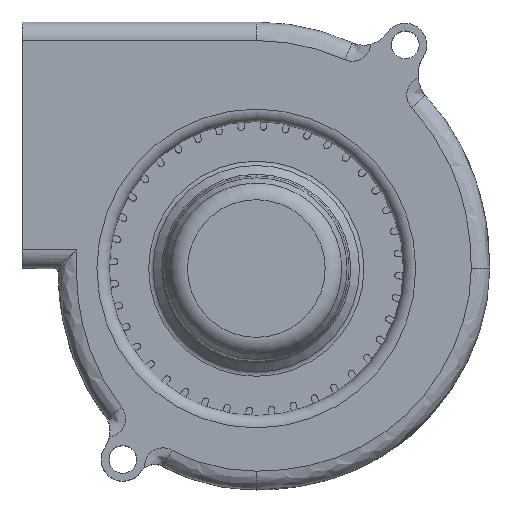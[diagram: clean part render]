
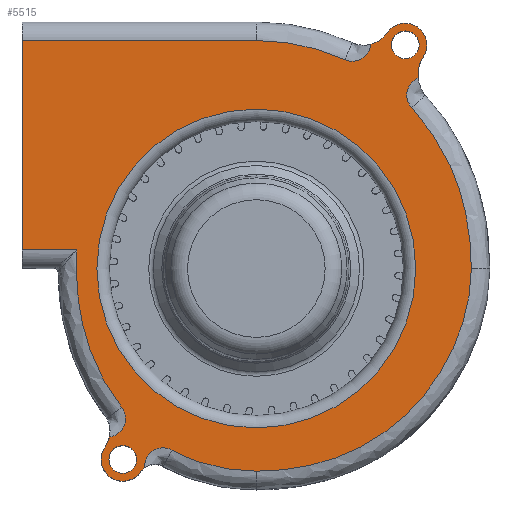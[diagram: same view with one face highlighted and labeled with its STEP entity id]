
A CAD part, top view. The second image highlights one B-rep face of the part: STEP entity #5515.
In plain terms, the highlighted planar face has unit normal (0, 0, 1).
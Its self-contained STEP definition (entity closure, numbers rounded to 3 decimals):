
#19=FACE_BOUND('',#1208,.T.);
#20=FACE_BOUND('',#1209,.T.);
#21=FACE_BOUND('',#1210,.T.);
#69=PLANE('',#5813);
#313=LINE('',#8811,#605);
#314=LINE('',#8869,#606);
#315=LINE('',#8870,#607);
#605=VECTOR('',#6633,10.);
#606=VECTOR('',#6654,10.);
#607=VECTOR('',#6655,10.);
#925=FACE_OUTER_BOUND('',#1207,.T.);
#1207=EDGE_LOOP('',(#3695,#3696,#3697,#3698,#3699,#3700,#3701,#3702,#3703,
#3704,#3705,#3706,#3707,#3708,#3709,#3710,#3711,#3712));
#1208=EDGE_LOOP('',(#3713));
#1209=EDGE_LOOP('',(#3714));
#1210=EDGE_LOOP('',(#3715));
#1543=B_SPLINE_CURVE_WITH_KNOTS('',3,(#8813,#8814,#8815,#8816,#8817,#8818,
#8819),.UNSPECIFIED.,.F.,.F.,(4,1,2,4),(-2.402,-1.03,
0.,0.3),.UNSPECIFIED.);
#1544=B_SPLINE_CURVE_WITH_KNOTS('',3,(#8831,#8832,#8833,#8834,#8835),
 .UNSPECIFIED.,.F.,.F.,(4,1,4),(-1.42,-0.608,0.),
 .UNSPECIFIED.);
#1545=B_SPLINE_CURVE_WITH_KNOTS('',3,(#8837,#8838,#8839,#8840,#8841,#8842,
#8843,#8844,#8845),.UNSPECIFIED.,.F.,.F.,(4,1,1,1,1,1,4),(-5.314,
-4.555,-3.796,-2.277,-1.518,
-0.759,0.),.UNSPECIFIED.);
#1546=B_SPLINE_CURVE_WITH_KNOTS('',3,(#8847,#8848,#8849,#8850,#8851,#8852),
 .UNSPECIFIED.,.F.,.F.,(4,1,1,4),(-2.84,-1.623,-0.811,
0.),.UNSPECIFIED.);
#1547=B_SPLINE_CURVE_WITH_KNOTS('',3,(#8864,#8865,#8866,#8867),
 .UNSPECIFIED.,.F.,.F.,(4,4),(-1.474,0.),
 .UNSPECIFIED.);
#1590=CIRCLE('',#5810,25.8);
#1593=CIRCLE('',#5814,3.);
#1594=CIRCLE('',#5815,4.459);
#1595=CIRCLE('',#5816,3.516);
#1596=CIRCLE('',#5817,2.838);
#1597=CIRCLE('',#5818,3.);
#1598=CIRCLE('',#5819,3.);
#1599=CIRCLE('',#5820,5.253);
#1600=CIRCLE('',#5821,3.516);
#1601=CIRCLE('',#5822,4.557);
#1602=CIRCLE('',#5823,3.);
#1603=CIRCLE('',#5824,2.25);
#1604=CIRCLE('',#5825,2.25);
#2154=VERTEX_POINT('',#8691);
#2162=VERTEX_POINT('',#8804);
#2164=VERTEX_POINT('',#8810);
#2165=VERTEX_POINT('',#8812);
#2166=VERTEX_POINT('',#8820);
#2167=VERTEX_POINT('',#8822);
#2168=VERTEX_POINT('',#8824);
#2169=VERTEX_POINT('',#8826);
#2170=VERTEX_POINT('',#8828);
#2171=VERTEX_POINT('',#8830);
#2172=VERTEX_POINT('',#8836);
#2173=VERTEX_POINT('',#8846);
#2174=VERTEX_POINT('',#8853);
#2175=VERTEX_POINT('',#8855);
#2176=VERTEX_POINT('',#8857);
#2177=VERTEX_POINT('',#8859);
#2178=VERTEX_POINT('',#8861);
#2179=VERTEX_POINT('',#8863);
#2180=VERTEX_POINT('',#8868);
#2181=VERTEX_POINT('',#8871);
#2182=VERTEX_POINT('',#8873);
#2768=EDGE_CURVE('',#2162,#2162,#1590,.T.);
#2771=EDGE_CURVE('',#2154,#2164,#313,.T.);
#2772=EDGE_CURVE('',#2165,#2154,#1543,.T.);
#2773=EDGE_CURVE('',#2166,#2165,#1593,.T.);
#2774=EDGE_CURVE('',#2166,#2167,#1594,.T.);
#2775=EDGE_CURVE('',#2167,#2168,#1595,.T.);
#2776=EDGE_CURVE('',#2168,#2169,#1596,.T.);
#2777=EDGE_CURVE('',#2170,#2169,#1597,.T.);
#2778=EDGE_CURVE('',#2171,#2170,#1544,.T.);
#2779=EDGE_CURVE('',#2172,#2171,#1545,.T.);
#2780=EDGE_CURVE('',#2173,#2172,#1546,.T.);
#2781=EDGE_CURVE('',#2174,#2173,#1598,.T.);
#2782=EDGE_CURVE('',#2174,#2175,#1599,.T.);
#2783=EDGE_CURVE('',#2175,#2176,#1600,.T.);
#2784=EDGE_CURVE('',#2176,#2177,#1601,.T.);
#2785=EDGE_CURVE('',#2178,#2177,#1602,.T.);
#2786=EDGE_CURVE('',#2179,#2178,#1547,.T.);
#2787=EDGE_CURVE('',#2180,#2179,#314,.T.);
#2788=EDGE_CURVE('',#2180,#2164,#315,.T.);
#2789=EDGE_CURVE('',#2181,#2181,#1603,.T.);
#2790=EDGE_CURVE('',#2182,#2182,#1604,.T.);
#3695=ORIENTED_EDGE('',*,*,#2771,.F.);
#3696=ORIENTED_EDGE('',*,*,#2772,.F.);
#3697=ORIENTED_EDGE('',*,*,#2773,.F.);
#3698=ORIENTED_EDGE('',*,*,#2774,.T.);
#3699=ORIENTED_EDGE('',*,*,#2775,.T.);
#3700=ORIENTED_EDGE('',*,*,#2776,.T.);
#3701=ORIENTED_EDGE('',*,*,#2777,.F.);
#3702=ORIENTED_EDGE('',*,*,#2778,.F.);
#3703=ORIENTED_EDGE('',*,*,#2779,.F.);
#3704=ORIENTED_EDGE('',*,*,#2780,.F.);
#3705=ORIENTED_EDGE('',*,*,#2781,.F.);
#3706=ORIENTED_EDGE('',*,*,#2782,.T.);
#3707=ORIENTED_EDGE('',*,*,#2783,.T.);
#3708=ORIENTED_EDGE('',*,*,#2784,.T.);
#3709=ORIENTED_EDGE('',*,*,#2785,.F.);
#3710=ORIENTED_EDGE('',*,*,#2786,.F.);
#3711=ORIENTED_EDGE('',*,*,#2787,.F.);
#3712=ORIENTED_EDGE('',*,*,#2788,.T.);
#3713=ORIENTED_EDGE('',*,*,#2789,.T.);
#3714=ORIENTED_EDGE('',*,*,#2790,.T.);
#3715=ORIENTED_EDGE('',*,*,#2768,.F.);
#5515=ADVANCED_FACE('',(#925,#19,#20,#21),#69,.T.);
#5810=AXIS2_PLACEMENT_3D('',#8805,#6625,#6626);
#5813=AXIS2_PLACEMENT_3D('',#8809,#6631,#6632);
#5814=AXIS2_PLACEMENT_3D('',#8821,#6634,#6635);
#5815=AXIS2_PLACEMENT_3D('',#8823,#6636,#6637);
#5816=AXIS2_PLACEMENT_3D('',#8825,#6638,#6639);
#5817=AXIS2_PLACEMENT_3D('',#8827,#6640,#6641);
#5818=AXIS2_PLACEMENT_3D('',#8829,#6642,#6643);
#5819=AXIS2_PLACEMENT_3D('',#8854,#6644,#6645);
#5820=AXIS2_PLACEMENT_3D('',#8856,#6646,#6647);
#5821=AXIS2_PLACEMENT_3D('',#8858,#6648,#6649);
#5822=AXIS2_PLACEMENT_3D('',#8860,#6650,#6651);
#5823=AXIS2_PLACEMENT_3D('',#8862,#6652,#6653);
#5824=AXIS2_PLACEMENT_3D('',#8872,#6656,#6657);
#5825=AXIS2_PLACEMENT_3D('',#8874,#6658,#6659);
#6625=DIRECTION('center_axis',(0.,0.,1.));
#6626=DIRECTION('ref_axis',(-1.,0.,0.));
#6631=DIRECTION('center_axis',(0.,0.,1.));
#6632=DIRECTION('ref_axis',(1.,0.,0.));
#6633=DIRECTION('',(-1.,0.,0.));
#6634=DIRECTION('center_axis',(0.,0.,1.));
#6635=DIRECTION('ref_axis',(-0.782,-0.623,0.));
#6636=DIRECTION('center_axis',(0.,0.,-1.));
#6637=DIRECTION('ref_axis',(0.819,-0.574,0.));
#6638=DIRECTION('center_axis',(0.,0.,1.));
#6639=DIRECTION('ref_axis',(-0.819,0.574,0.));
#6640=DIRECTION('center_axis',(0.,0.,-1.));
#6641=DIRECTION('ref_axis',(0.501,0.865,0.));
#6642=DIRECTION('center_axis',(0.,0.,1.));
#6643=DIRECTION('ref_axis',(-0.484,-0.875,0.));
#6644=DIRECTION('center_axis',(0.,0.,1.));
#6645=DIRECTION('ref_axis',(0.732,0.681,0.));
#6646=DIRECTION('center_axis',(0.,0.,-1.));
#6647=DIRECTION('ref_axis',(-0.837,0.547,0.));
#6648=DIRECTION('center_axis',(0.,0.,1.));
#6649=DIRECTION('ref_axis',(0.837,-0.547,0.));
#6650=DIRECTION('center_axis',(0.,0.,-1.));
#6651=DIRECTION('ref_axis',(-0.418,-0.908,0.));
#6652=DIRECTION('center_axis',(0.,0.,1.));
#6653=DIRECTION('ref_axis',(0.414,0.91,0.));
#6654=DIRECTION('',(1.,0.,0.));
#6655=DIRECTION('',(0.,-1.,0.));
#6656=DIRECTION('center_axis',(0.,0.,-1.));
#6657=DIRECTION('ref_axis',(1.,0.,0.));
#6658=DIRECTION('center_axis',(0.,0.,-1.));
#6659=DIRECTION('ref_axis',(1.,0.,0.));
#8691=CARTESIAN_POINT('',(-29.1,3.,30.));
#8804=CARTESIAN_POINT('',(25.8,0.,30.));
#8805=CARTESIAN_POINT('Origin',(0.,0.,30.));
#8809=CARTESIAN_POINT('Origin',(-20.098,-29.356,30.));
#8810=CARTESIAN_POINT('',(-37.9,3.,30.));
#8811=CARTESIAN_POINT('',(-28.999,3.,30.));
#8812=CARTESIAN_POINT('',(-21.819,-22.423,30.));
#8813=CARTESIAN_POINT('Ctrl Pts',(-21.819,-22.423,30.));
#8814=CARTESIAN_POINT('Ctrl Pts',(-24.67,-18.844,30.));
#8815=CARTESIAN_POINT('Ctrl Pts',(-28.159,-11.443,30.));
#8816=CARTESIAN_POINT('Ctrl Pts',(-29.1,-3.432,30.));
#8817=CARTESIAN_POINT('Ctrl Pts',(-29.1,1.,30.));
#8818=CARTESIAN_POINT('Ctrl Pts',(-29.1,2.,30.));
#8819=CARTESIAN_POINT('Ctrl Pts',(-29.1,3.,30.));
#8820=CARTESIAN_POINT('',(-23.774,-27.266,30.));
#8821=CARTESIAN_POINT('Origin',(-24.165,-24.292,30.));
#8822=CARTESIAN_POINT('',(-24.482,-28.886,30.));
#8823=CARTESIAN_POINT('Origin',(-28.134,-26.326,30.));
#8824=CARTESIAN_POINT('',(-18.718,-32.914,30.));
#8825=CARTESIAN_POINT('Origin',(-21.603,-30.904,30.));
#8826=CARTESIAN_POINT('',(-18.068,-32.249,30.));
#8827=CARTESIAN_POINT('Origin',(-16.39,-34.538,30.));
#8828=CARTESIAN_POINT('',(-13.625,-29.396,30.));
#8829=CARTESIAN_POINT('Origin',(-15.077,-32.021,30.));
#8830=CARTESIAN_POINT('',(0.,-32.8,30.));
#8831=CARTESIAN_POINT('Ctrl Pts',(0.,-32.8,30.));
#8832=CARTESIAN_POINT('Ctrl Pts',(-2.704,-32.8,30.));
#8833=CARTESIAN_POINT('Ctrl Pts',(-7.443,-32.188,30.));
#8834=CARTESIAN_POINT('Ctrl Pts',(-11.85,-30.378,30.));
#8835=CARTESIAN_POINT('Ctrl Pts',(-13.625,-29.396,30.));
#8836=CARTESIAN_POINT('',(34.8,0.,30.));
#8837=CARTESIAN_POINT('Ctrl Pts',(34.8,0.,30.));
#8838=CARTESIAN_POINT('Ctrl Pts',(34.8,-2.531,30.));
#8839=CARTESIAN_POINT('Ctrl Pts',(34.06,-7.579,30.));
#8840=CARTESIAN_POINT('Ctrl Pts',(30.374,-17.063,30.));
#8841=CARTESIAN_POINT('Ctrl Pts',(23.735,-25.041,30.));
#8842=CARTESIAN_POINT('Ctrl Pts',(14.907,-30.151,30.));
#8843=CARTESIAN_POINT('Ctrl Pts',(7.596,-32.363,30.));
#8844=CARTESIAN_POINT('Ctrl Pts',(2.531,-32.8,30.));
#8845=CARTESIAN_POINT('Ctrl Pts',(0.,-32.8,30.));
#8846=CARTESIAN_POINT('',(25.164,26.002,30.));
#8847=CARTESIAN_POINT('Ctrl Pts',(25.164,26.002,30.));
#8848=CARTESIAN_POINT('Ctrl Pts',(27.929,23.032,30.));
#8849=CARTESIAN_POINT('Ctrl Pts',(31.63,17.249,30.));
#8850=CARTESIAN_POINT('Ctrl Pts',(34.329,8.118,30.));
#8851=CARTESIAN_POINT('Ctrl Pts',(34.8,2.705,30.));
#8852=CARTESIAN_POINT('Ctrl Pts',(34.8,0.,30.));
#8853=CARTESIAN_POINT('',(26.2,30.812,30.));
#8854=CARTESIAN_POINT('Origin',(27.36,28.046,30.));
#8855=CARTESIAN_POINT('',(27.026,34.252,30.));
#8856=CARTESIAN_POINT('Origin',(31.423,31.376,30.));
#8857=CARTESIAN_POINT('',(21.174,38.148,30.));
#8858=CARTESIAN_POINT('Origin',(24.084,36.176,30.));
#8859=CARTESIAN_POINT('',(18.533,36.29,30.));
#8860=CARTESIAN_POINT('Origin',(17.401,40.704,30.));
#8861=CARTESIAN_POINT('',(14.303,33.811,30.));
#8862=CARTESIAN_POINT('Origin',(15.543,36.543,30.));
#8863=CARTESIAN_POINT('',(0.,36.9,30.));
#8864=CARTESIAN_POINT('Ctrl Pts',(0.,36.9,30.));
#8865=CARTESIAN_POINT('Ctrl Pts',(4.915,36.9,30.));
#8866=CARTESIAN_POINT('Ctrl Pts',(9.828,35.844,30.));
#8867=CARTESIAN_POINT('Ctrl Pts',(14.303,33.811,30.));
#8868=CARTESIAN_POINT('',(-37.9,36.9,30.));
#8869=CARTESIAN_POINT('',(-10.049,36.9,30.));
#8870=CARTESIAN_POINT('',(-37.9,0.,30.));
#8871=CARTESIAN_POINT('',(-23.85,-30.9,30.));
#8872=CARTESIAN_POINT('Origin',(-21.6,-30.9,30.));
#8873=CARTESIAN_POINT('',(21.85,36.2,30.));
#8874=CARTESIAN_POINT('Origin',(24.1,36.2,30.));
